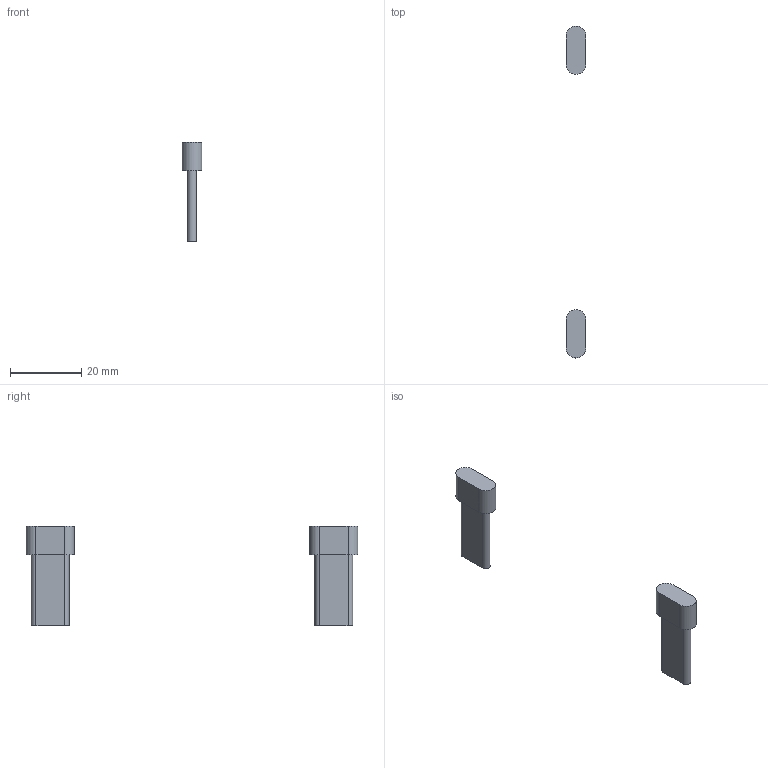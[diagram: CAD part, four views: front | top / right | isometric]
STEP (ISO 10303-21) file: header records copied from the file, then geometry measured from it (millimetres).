
FILE_DESCRIPTION (( 'STEP AP214' ), '1' );
FILE_NAME ('µç³Ø²æ.STEP', '2024-11-28T16:06:58', ( '' ), ( '' ), 'SwSTEP 2.0', 'SolidWorks 2024', '' );
FILE_SCHEMA (( 'AUTOMOTIVE_DESIGN' ));
Length unit declared in the file: millimetre
Products named in the file (1): 电池叉
Bounding box: 5.6 x 93.36 x 28 mm (x, y, z)
Volume: 2155.3 mm3; surface area: 1781.9 mm2
Topology: 2 solids, 2 shells, 22 faces, 48 edges, 32 vertices
Faces by surface type: plane 14, cylinder 8
Entity records: 640 total; most frequent: DIRECTION 110, CARTESIAN_POINT 103, ORIENTED_EDGE 96, EDGE_CURVE 48, AXIS2_PLACEMENT_3D 39, VECTOR 32, LINE 32, VERTEX_POINT 32
